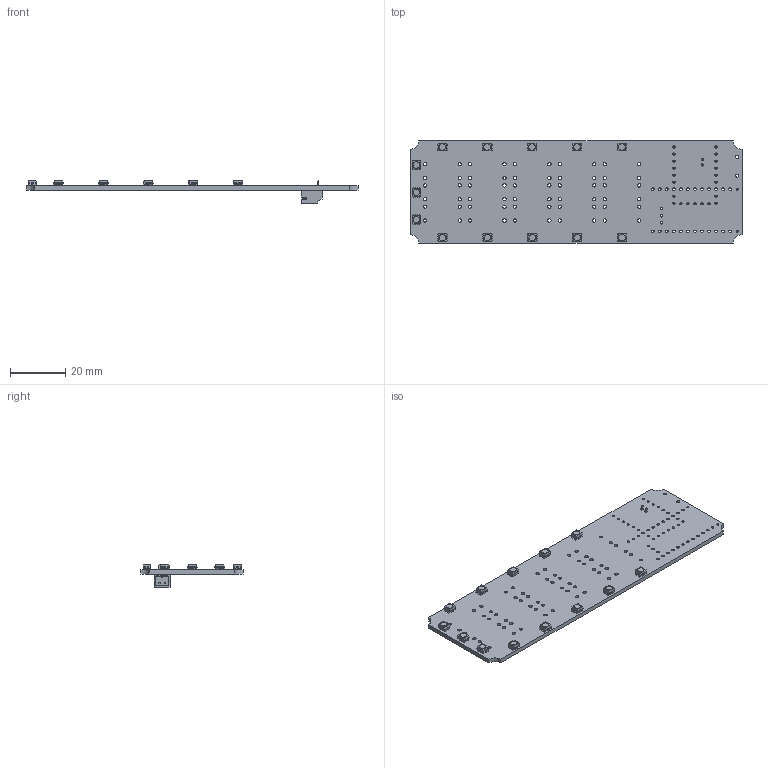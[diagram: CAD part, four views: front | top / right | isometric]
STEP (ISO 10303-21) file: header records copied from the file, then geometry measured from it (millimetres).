
FILE_DESCRIPTION(('KiCad electronic assembly'),'2;1');
FILE_NAME('MultiMacro.step','2025-01-01T20:50:25',('Pcbnew'),('Kicad'), 'Open CASCADE STEP processor 7.7','KiCad to STEP converter','Unknown' );
FILE_SCHEMA(('AUTOMOTIVE_DESIGN { 1 0 10303 214 1 1 1 1 }'));
Length unit declared in the file: millimetre
Products named in the file (6): MultiMacro 1; LED-SMD_4P-L3.5-W2.8-BR-1; JST_PH_S2B-PH-K_1x02_P2.00mm_Horizontal; JST_S2B_PH_K; MultiMacro_PCB
Assembly tree (17 placements, depth 3):
  MultiMacro 1
    LED-SMD_4P-L3.5-W2.8-BR-1  x13
      LED-SMD_4P-L3.5-W2.8-BR-1
    JST_PH_S2B-PH-K_1x02_P2.00mm_Horizontal
      JST_S2B_PH_K
    MultiMacro_PCB
Bounding box: 120.14 x 37.02 x 8.38 mm (x, y, z)
Volume: 7195.4 mm3; surface area: 10648.4 mm2
Topology: 15 solids, 15 shells, 4953 faces, 13392 edges, 8820 vertices
Faces by surface type: plane 3113, bspline 1482, cylinder 358
Full cylindrical faces by diameter (mm): 0.75 x2, 0.762 x2, 0.8 x21, 0.889 x3, 0.914 x24, 1.1 x2, 1.2 x60
Entity records: 24050 total; most frequent: CARTESIAN_POINT 5725, ORIENTED_EDGE 3312, DIRECTION 2710, EDGE_CURVE 1656, LINE 1140, VECTOR 1140, VERTEX_POINT 1092, FACE_BOUND 856
